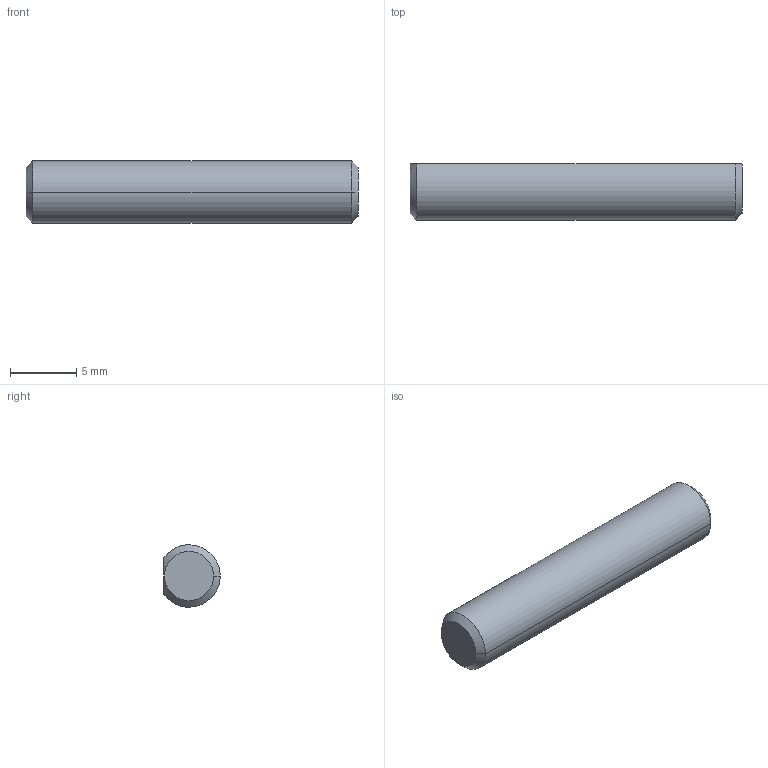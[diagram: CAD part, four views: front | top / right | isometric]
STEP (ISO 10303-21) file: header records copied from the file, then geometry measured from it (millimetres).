
FILE_DESCRIPTION(/* description */ (''),/* implementation_level */ '2;1');
FILE_NAME(/* name */ 'Tetrix_739375_Shaft1.ipt.stp',/* time_stamp */ '2014-12-18T17:48:19-08:00',/* author */ ('Autodesk Inc.'),/* organization */ ('Autodesk Inc.'),/* preprocessor_version */ 'ST-DEVELOPER v15.6',/* originating_system */ 'Autodesk Inventor 2015',/* authorisation */ '');
FILE_SCHEMA (('AUTOMOTIVE_DESIGN { 1 0 10303 214 3 1 1 }'));
Length unit declared in the file: millimetre
Products named in the file (1): Tetrix_739375_Shaft1
Bounding box: 25 x 4.25 x 4.69 mm (x, y, z)
Volume: 409.7 mm3; surface area: 389.2 mm2
Topology: 1 solids, 1 shells, 9 faces, 19 edges, 12 vertices
Faces by surface type: cone 4, plane 3, cylinder 2
Entity records: 285 total; most frequent: CARTESIAN_POINT 65, DIRECTION 43, ORIENTED_EDGE 38, EDGE_CURVE 19, AXIS2_PLACEMENT_3D 18, VERTEX_POINT 12, FACE_OUTER_BOUND 9, EDGE_LOOP 9
